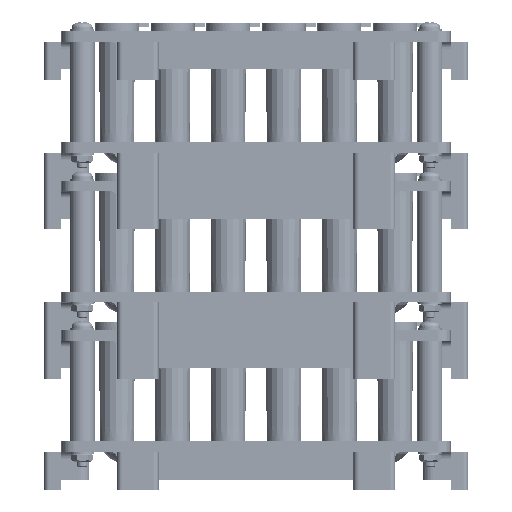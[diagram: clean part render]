
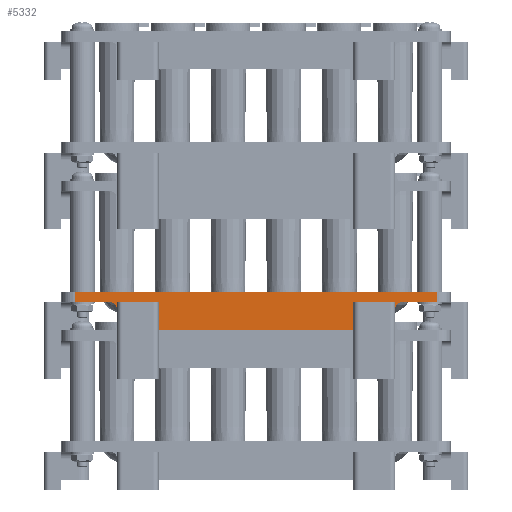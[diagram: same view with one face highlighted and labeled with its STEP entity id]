
A CAD part, left-side view. The second image highlights one B-rep face of the part: STEP entity #5332.
In plain terms, the highlighted planar face has unit normal (-1, 0, 0).
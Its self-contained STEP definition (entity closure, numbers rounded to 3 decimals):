
#625=PLANE('',#5877);
#910=FACE_OUTER_BOUND('',#1206,.T.);
#1206=EDGE_LOOP('',(#4119,#4120,#4121,#4122,#4123,#4124,#4125,#4126,#4127,
#4128,#4129,#4130,#4131,#4132));
#1566=LINE('',#8850,#1936);
#1572=LINE('',#8863,#1942);
#1581=LINE('',#8880,#1951);
#1582=LINE('',#8882,#1952);
#1583=LINE('',#8884,#1953);
#1584=LINE('',#8888,#1954);
#1585=LINE('',#8890,#1955);
#1586=LINE('',#8892,#1956);
#1587=LINE('',#8894,#1957);
#1588=LINE('',#8896,#1958);
#1589=LINE('',#8900,#1959);
#1590=LINE('',#8901,#1960);
#1936=VECTOR('',#6788,10.);
#1942=VECTOR('',#6796,10.);
#1951=VECTOR('',#6809,10.);
#1952=VECTOR('',#6810,10.);
#1953=VECTOR('',#6811,10.);
#1954=VECTOR('',#6814,10.);
#1955=VECTOR('',#6815,10.);
#1956=VECTOR('',#6816,10.);
#1957=VECTOR('',#6817,10.);
#1958=VECTOR('',#6818,10.);
#1959=VECTOR('',#6821,10.);
#1960=VECTOR('',#6822,10.);
#2327=CIRCLE('',#5878,2.);
#2328=CIRCLE('',#5879,2.);
#2685=VERTEX_POINT('',#8848);
#2686=VERTEX_POINT('',#8849);
#2691=VERTEX_POINT('',#8861);
#2692=VERTEX_POINT('',#8862);
#2699=VERTEX_POINT('',#8881);
#2700=VERTEX_POINT('',#8883);
#2701=VERTEX_POINT('',#8885);
#2702=VERTEX_POINT('',#8887);
#2703=VERTEX_POINT('',#8889);
#2704=VERTEX_POINT('',#8891);
#2705=VERTEX_POINT('',#8893);
#2706=VERTEX_POINT('',#8895);
#2707=VERTEX_POINT('',#8897);
#2708=VERTEX_POINT('',#8899);
#3216=EDGE_CURVE('',#2685,#2686,#1566,.T.);
#3222=EDGE_CURVE('',#2691,#2692,#1572,.T.);
#3231=EDGE_CURVE('',#2685,#2692,#1581,.T.);
#3232=EDGE_CURVE('',#2691,#2699,#1582,.T.);
#3233=EDGE_CURVE('',#2700,#2699,#1583,.T.);
#3234=EDGE_CURVE('',#2700,#2701,#2327,.F.);
#3235=EDGE_CURVE('',#2702,#2701,#1584,.T.);
#3236=EDGE_CURVE('',#2703,#2702,#1585,.T.);
#3237=EDGE_CURVE('',#2704,#2703,#1586,.T.);
#3238=EDGE_CURVE('',#2705,#2704,#1587,.T.);
#3239=EDGE_CURVE('',#2706,#2705,#1588,.T.);
#3240=EDGE_CURVE('',#2707,#2706,#2328,.T.);
#3241=EDGE_CURVE('',#2708,#2707,#1589,.T.);
#3242=EDGE_CURVE('',#2708,#2686,#1590,.T.);
#4119=ORIENTED_EDGE('',*,*,#3216,.F.);
#4120=ORIENTED_EDGE('',*,*,#3231,.T.);
#4121=ORIENTED_EDGE('',*,*,#3222,.F.);
#4122=ORIENTED_EDGE('',*,*,#3232,.T.);
#4123=ORIENTED_EDGE('',*,*,#3233,.F.);
#4124=ORIENTED_EDGE('',*,*,#3234,.T.);
#4125=ORIENTED_EDGE('',*,*,#3235,.F.);
#4126=ORIENTED_EDGE('',*,*,#3236,.F.);
#4127=ORIENTED_EDGE('',*,*,#3237,.F.);
#4128=ORIENTED_EDGE('',*,*,#3238,.F.);
#4129=ORIENTED_EDGE('',*,*,#3239,.F.);
#4130=ORIENTED_EDGE('',*,*,#3240,.F.);
#4131=ORIENTED_EDGE('',*,*,#3241,.F.);
#4132=ORIENTED_EDGE('',*,*,#3242,.T.);
#5332=ADVANCED_FACE('',(#910),#625,.T.);
#5877=AXIS2_PLACEMENT_3D('',#8879,#6807,#6808);
#5878=AXIS2_PLACEMENT_3D('',#8886,#6812,#6813);
#5879=AXIS2_PLACEMENT_3D('',#8898,#6819,#6820);
#6788=DIRECTION('',(0.,0.,1.));
#6796=DIRECTION('',(0.,0.,-1.));
#6807=DIRECTION('center_axis',(-1.,0.,0.));
#6808=DIRECTION('ref_axis',(0.,-1.,0.));
#6809=DIRECTION('',(0.,-1.,0.));
#6810=DIRECTION('',(0.,-1.,0.));
#6811=DIRECTION('',(0.,0.,1.));
#6812=DIRECTION('center_axis',(-1.,0.,0.));
#6813=DIRECTION('ref_axis',(0.,0.707,0.707));
#6814=DIRECTION('',(0.,1.,0.));
#6815=DIRECTION('',(0.,0.,-1.));
#6816=DIRECTION('',(0.,-1.,0.));
#6817=DIRECTION('',(0.,0.,1.));
#6818=DIRECTION('',(0.,1.,0.));
#6819=DIRECTION('center_axis',(-1.,0.,0.));
#6820=DIRECTION('ref_axis',(0.,-0.707,0.707));
#6821=DIRECTION('',(0.,0.,-1.));
#6822=DIRECTION('',(0.,-1.,0.));
#8848=CARTESIAN_POINT('',(-56.,28.,-8.));
#8849=CARTESIAN_POINT('',(-56.,28.,0.));
#8850=CARTESIAN_POINT('',(-56.,28.,0.));
#8861=CARTESIAN_POINT('',(-56.,-28.,0.));
#8862=CARTESIAN_POINT('',(-56.,-28.,-8.));
#8863=CARTESIAN_POINT('',(-56.,-28.,0.));
#8879=CARTESIAN_POINT('Origin',(-56.,56.,0.));
#8880=CARTESIAN_POINT('',(-56.,-14.,-8.));
#8881=CARTESIAN_POINT('',(-56.,-40.,0.));
#8882=CARTESIAN_POINT('',(-56.,11.,0.));
#8883=CARTESIAN_POINT('',(-56.,-40.,-2.));
#8884=CARTESIAN_POINT('',(-56.,-40.,0.));
#8885=CARTESIAN_POINT('',(-56.,-42.,0.));
#8886=CARTESIAN_POINT('Origin',(-56.,-42.,-2.));
#8887=CARTESIAN_POINT('',(-56.,-52.,0.));
#8888=CARTESIAN_POINT('',(-56.,-56.,0.));
#8889=CARTESIAN_POINT('',(-56.,-52.,3.));
#8890=CARTESIAN_POINT('',(-56.,-52.,0.));
#8891=CARTESIAN_POINT('',(-56.,52.,3.));
#8892=CARTESIAN_POINT('',(-56.,-56.,3.));
#8893=CARTESIAN_POINT('',(-56.,52.,0.));
#8894=CARTESIAN_POINT('',(-56.,52.,0.));
#8895=CARTESIAN_POINT('',(-56.,42.,0.));
#8896=CARTESIAN_POINT('',(-56.,-56.,0.));
#8897=CARTESIAN_POINT('',(-56.,40.,-2.));
#8898=CARTESIAN_POINT('Origin',(-56.,42.,-2.));
#8899=CARTESIAN_POINT('',(-56.,40.,0.));
#8900=CARTESIAN_POINT('',(-56.,40.,0.));
#8901=CARTESIAN_POINT('',(-56.,45.,0.));
